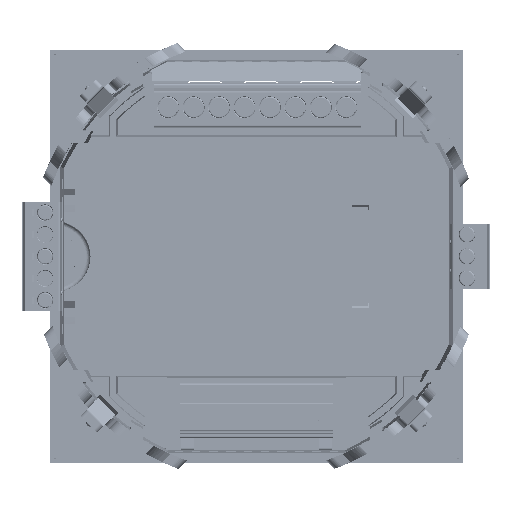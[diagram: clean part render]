
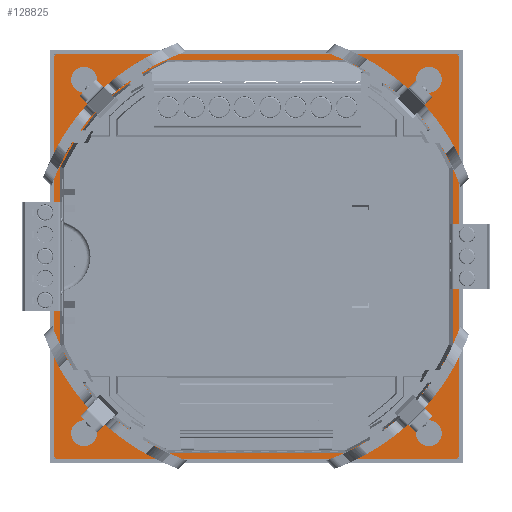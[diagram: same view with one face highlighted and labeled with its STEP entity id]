
A CAD part, front view. The second image highlights one B-rep face of the part: STEP entity #128825.
In plain terms, the highlighted planar face has unit normal (0, -1, 0).
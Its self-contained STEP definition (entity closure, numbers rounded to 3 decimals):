
#901=FACE_BOUND('',#11409,.T.);
#902=FACE_BOUND('',#11410,.T.);
#903=FACE_BOUND('',#11411,.T.);
#904=FACE_BOUND('',#11412,.T.);
#905=FACE_BOUND('',#11413,.T.);
#1375=ELLIPSE('',#137171,0.505,0.5);
#1376=ELLIPSE('',#137172,0.505,0.5);
#1377=ELLIPSE('',#137173,0.505,0.5);
#1378=ELLIPSE('',#137174,0.505,0.5);
#4149=FACE_OUTER_BOUND('',#11408,.T.);
#11408=EDGE_LOOP('',(#91068,#91069,#91070,#91071,#91072,#91073,#91074,#91075));
#11409=EDGE_LOOP('',(#91076));
#11410=EDGE_LOOP('',(#91077));
#11411=EDGE_LOOP('',(#91078));
#11412=EDGE_LOOP('',(#91079));
#11413=EDGE_LOOP('',(#91080,#91081,#91082,#91083,#91084,#91085,#91086,#91087));
#18375=CIRCLE('',#136810,50.);
#18387=CIRCLE('',#136823,50.);
#18425=CIRCLE('',#136960,50.);
#18432=CIRCLE('',#136968,50.);
#18433=CIRCLE('',#137175,3.);
#18434=CIRCLE('',#137176,3.);
#18435=CIRCLE('',#137177,3.);
#18436=CIRCLE('',#137178,3.);
#23638=LINE('',#188001,#38262);
#24046=LINE('',#189203,#38670);
#24152=LINE('',#189678,#38776);
#24968=LINE('',#192173,#39592);
#24969=LINE('',#192177,#39593);
#24970=LINE('',#192181,#39594);
#24971=LINE('',#192184,#39595);
#24972=LINE('',#192193,#39596);
#38262=VECTOR('',#150550,41.461);
#38670=VECTOR('',#151384,41.461);
#38776=VECTOR('',#151642,41.461);
#39592=VECTOR('',#153058,92.806);
#39593=VECTOR('',#153061,92.801);
#39594=VECTOR('',#153064,92.806);
#39595=VECTOR('',#153067,92.801);
#39596=VECTOR('',#153076,41.461);
#52808=VERTEX_POINT('',#187995);
#52809=VERTEX_POINT('',#188000);
#53157=VERTEX_POINT('',#189197);
#53158=VERTEX_POINT('',#189202);
#53173=VERTEX_POINT('',#189258);
#53196=VERTEX_POINT('',#189350);
#53600=VERTEX_POINT('',#190675);
#53612=VERTEX_POINT('',#190745);
#53938=VERTEX_POINT('',#192169);
#53939=VERTEX_POINT('',#192170);
#53940=VERTEX_POINT('',#192172);
#53941=VERTEX_POINT('',#192174);
#53942=VERTEX_POINT('',#192176);
#53943=VERTEX_POINT('',#192178);
#53944=VERTEX_POINT('',#192180);
#53945=VERTEX_POINT('',#192182);
#53946=VERTEX_POINT('',#192185);
#53947=VERTEX_POINT('',#192187);
#53948=VERTEX_POINT('',#192189);
#53949=VERTEX_POINT('',#192191);
#66350=EDGE_CURVE('',#52808,#52809,#23638,.T.);
#66865=EDGE_CURVE('',#53157,#53158,#24046,.T.);
#66892=EDGE_CURVE('',#53157,#53173,#18375,.T.);
#66916=EDGE_CURVE('',#53196,#52809,#18387,.T.);
#67032=EDGE_CURVE('',#53196,#53173,#24152,.T.);
#67405=EDGE_CURVE('',#52808,#53600,#18425,.T.);
#67423=EDGE_CURVE('',#53612,#53158,#18432,.T.);
#67940=EDGE_CURVE('',#53938,#53939,#1375,.T.);
#67941=EDGE_CURVE('',#53940,#53939,#24968,.T.);
#67942=EDGE_CURVE('',#53940,#53941,#1376,.T.);
#67943=EDGE_CURVE('',#53942,#53941,#24969,.T.);
#67944=EDGE_CURVE('',#53942,#53943,#1377,.T.);
#67945=EDGE_CURVE('',#53944,#53943,#24970,.T.);
#67946=EDGE_CURVE('',#53944,#53945,#1378,.T.);
#67947=EDGE_CURVE('',#53938,#53945,#24971,.T.);
#67948=EDGE_CURVE('',#53946,#53946,#18433,.T.);
#67949=EDGE_CURVE('',#53947,#53947,#18434,.T.);
#67950=EDGE_CURVE('',#53948,#53948,#18435,.T.);
#67951=EDGE_CURVE('',#53949,#53949,#18436,.T.);
#67952=EDGE_CURVE('',#53612,#53600,#24972,.T.);
#91068=ORIENTED_EDGE('',*,*,#67940,.T.);
#91069=ORIENTED_EDGE('',*,*,#67941,.F.);
#91070=ORIENTED_EDGE('',*,*,#67942,.T.);
#91071=ORIENTED_EDGE('',*,*,#67943,.F.);
#91072=ORIENTED_EDGE('',*,*,#67944,.T.);
#91073=ORIENTED_EDGE('',*,*,#67945,.F.);
#91074=ORIENTED_EDGE('',*,*,#67946,.T.);
#91075=ORIENTED_EDGE('',*,*,#67947,.F.);
#91076=ORIENTED_EDGE('',*,*,#67948,.T.);
#91077=ORIENTED_EDGE('',*,*,#67949,.T.);
#91078=ORIENTED_EDGE('',*,*,#67950,.T.);
#91079=ORIENTED_EDGE('',*,*,#67951,.T.);
#91080=ORIENTED_EDGE('',*,*,#66892,.T.);
#91081=ORIENTED_EDGE('',*,*,#67032,.F.);
#91082=ORIENTED_EDGE('',*,*,#66916,.T.);
#91083=ORIENTED_EDGE('',*,*,#66350,.F.);
#91084=ORIENTED_EDGE('',*,*,#67405,.T.);
#91085=ORIENTED_EDGE('',*,*,#67952,.F.);
#91086=ORIENTED_EDGE('',*,*,#67423,.T.);
#91087=ORIENTED_EDGE('',*,*,#66865,.F.);
#122718=PLANE('',#137170);
#128825=ADVANCED_FACE('',(#4149,#901,#902,#903,#904,#905),#122718,.F.);
#136810=AXIS2_PLACEMENT_3D('',#189263,#151435,#151436);
#136823=AXIS2_PLACEMENT_3D('',#189351,#151465,#151466);
#136960=AXIS2_PLACEMENT_3D('',#190680,#152130,#152131);
#136968=AXIS2_PLACEMENT_3D('',#190746,#152150,#152151);
#137170=AXIS2_PLACEMENT_3D('',#192168,#153054,#153055);
#137171=AXIS2_PLACEMENT_3D('',#192171,#153056,#153057);
#137172=AXIS2_PLACEMENT_3D('',#192175,#153059,#153060);
#137173=AXIS2_PLACEMENT_3D('',#192179,#153062,#153063);
#137174=AXIS2_PLACEMENT_3D('',#192183,#153065,#153066);
#137175=AXIS2_PLACEMENT_3D('',#192186,#153068,#153069);
#137176=AXIS2_PLACEMENT_3D('',#192188,#153070,#153071);
#137177=AXIS2_PLACEMENT_3D('',#192190,#153072,#153073);
#137178=AXIS2_PLACEMENT_3D('',#192192,#153074,#153075);
#150550=DIRECTION('',(0.,0.,-1.));
#151384=DIRECTION('',(0.,0.,1.));
#151435=DIRECTION('center_axis',(0.,1.,0.));
#151436=DIRECTION('ref_axis',(0.91,0.,-0.415));
#151465=DIRECTION('center_axis',(0.,1.,0.));
#151466=DIRECTION('ref_axis',(-0.415,0.,-0.91));
#151642=DIRECTION('',(1.,0.,0.));
#152130=DIRECTION('center_axis',(0.,1.,0.));
#152131=DIRECTION('ref_axis',(-0.91,0.,0.415));
#152150=DIRECTION('center_axis',(0.,1.,0.));
#152151=DIRECTION('ref_axis',(0.415,0.,0.91));
#153054=DIRECTION('center_axis',(0.,1.,0.));
#153055=DIRECTION('ref_axis',(0.,0.,-1.));
#153056=DIRECTION('center_axis',(0.,-1.,0.));
#153057=DIRECTION('ref_axis',(0.869,0.,-0.495));
#153058=DIRECTION('',(0.,0.,-1.));
#153059=DIRECTION('center_axis',(0.,-1.,0.));
#153060=DIRECTION('ref_axis',(0.869,0.,0.495));
#153061=DIRECTION('',(1.,0.,0.));
#153062=DIRECTION('center_axis',(0.,-1.,0.));
#153063=DIRECTION('ref_axis',(-0.869,0.,0.495));
#153064=DIRECTION('',(0.,0.,1.));
#153065=DIRECTION('center_axis',(0.,-1.,0.));
#153066=DIRECTION('ref_axis',(-0.869,0.,-0.495));
#153067=DIRECTION('',(-1.,0.,0.));
#153068=DIRECTION('center_axis',(0.,1.,0.));
#153069=DIRECTION('ref_axis',(-1.,0.,0.));
#153070=DIRECTION('center_axis',(0.,1.,0.));
#153071=DIRECTION('ref_axis',(-1.,0.,0.));
#153072=DIRECTION('center_axis',(0.,1.,0.));
#153073=DIRECTION('ref_axis',(-1.,0.,0.));
#153074=DIRECTION('center_axis',(0.,1.,0.));
#153075=DIRECTION('ref_axis',(-1.,0.,0.));
#153076=DIRECTION('',(-1.,0.,0.));
#187995=CARTESIAN_POINT('',(-45.5,0.,20.73));
#188000=CARTESIAN_POINT('',(-45.5,0.,-20.73));
#188001=CARTESIAN_POINT('',(-45.5,0.,20.73));
#189197=CARTESIAN_POINT('',(45.5,0.,-20.73));
#189202=CARTESIAN_POINT('',(45.5,0.,20.73));
#189203=CARTESIAN_POINT('',(45.5,0.,-20.73));
#189258=CARTESIAN_POINT('',(20.73,0.,-45.5));
#189263=CARTESIAN_POINT('Origin',(0.,0.,0.));
#189350=CARTESIAN_POINT('',(-20.73,0.,-45.5));
#189351=CARTESIAN_POINT('Origin',(0.,0.,0.));
#189678=CARTESIAN_POINT('',(-20.73,0.,-45.5));
#190675=CARTESIAN_POINT('',(-20.73,0.,45.5));
#190680=CARTESIAN_POINT('Origin',(0.,0.,0.));
#190745=CARTESIAN_POINT('',(20.73,0.,45.5));
#190746=CARTESIAN_POINT('Origin',(0.,0.,0.));
#192168=CARTESIAN_POINT('Origin',(0.,0.,0.));
#192169=CARTESIAN_POINT('',(46.401,0.,-46.9));
#192170=CARTESIAN_POINT('',(46.9,0.,-46.403));
#192171=CARTESIAN_POINT('Origin',(46.396,0.,-46.399));
#192172=CARTESIAN_POINT('',(46.9,0.,46.403));
#192173=CARTESIAN_POINT('',(46.9,0.,46.403));
#192174=CARTESIAN_POINT('',(46.401,0.,46.9));
#192175=CARTESIAN_POINT('Origin',(46.396,0.,46.399));
#192176=CARTESIAN_POINT('',(-46.401,0.,46.9));
#192177=CARTESIAN_POINT('',(-46.401,0.,46.9));
#192178=CARTESIAN_POINT('',(-46.9,0.,46.403));
#192179=CARTESIAN_POINT('Origin',(-46.396,0.,46.399));
#192180=CARTESIAN_POINT('',(-46.9,0.,-46.403));
#192181=CARTESIAN_POINT('',(-46.9,0.,-46.403));
#192182=CARTESIAN_POINT('',(-46.401,0.,-46.9));
#192183=CARTESIAN_POINT('Origin',(-46.396,0.,-46.399));
#192184=CARTESIAN_POINT('',(46.401,0.,-46.9));
#192185=CARTESIAN_POINT('',(-37.,0.,41.));
#192186=CARTESIAN_POINT('Origin',(-40.,0.,41.));
#192187=CARTESIAN_POINT('',(43.,0.,41.));
#192188=CARTESIAN_POINT('Origin',(40.,0.,41.));
#192189=CARTESIAN_POINT('',(43.,0.,-41.));
#192190=CARTESIAN_POINT('Origin',(40.,0.,-41.));
#192191=CARTESIAN_POINT('',(-37.,0.,-41.));
#192192=CARTESIAN_POINT('Origin',(-40.,0.,-41.));
#192193=CARTESIAN_POINT('',(20.73,0.,45.5));
